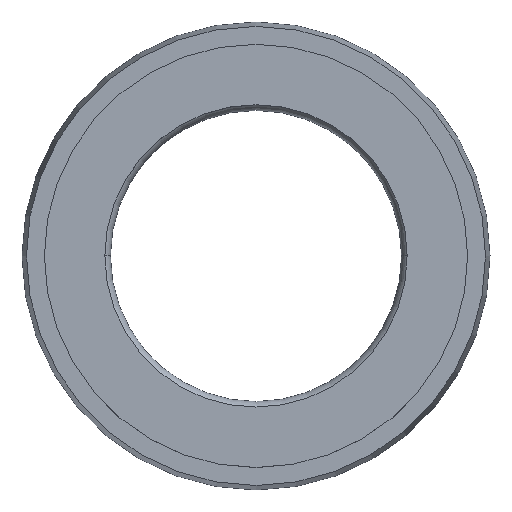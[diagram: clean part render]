
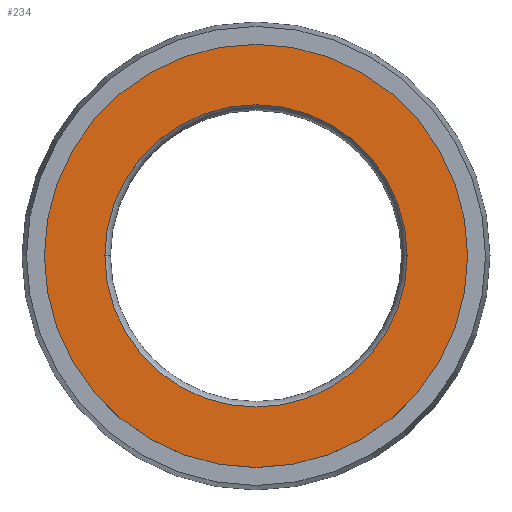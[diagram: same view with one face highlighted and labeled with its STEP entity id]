
A CAD part, top view. The second image highlights one B-rep face of the part: STEP entity #234.
In plain terms, the highlighted planar face has unit normal (0, 0, 1).
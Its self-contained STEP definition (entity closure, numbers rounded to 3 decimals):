
#14 = VERTEX_POINT ( 'NONE', #561 ) ;
#52 = DIRECTION ( 'NONE',  ( 1., 0., 0. ) ) ;
#54 = CIRCLE ( 'NONE', #413, 9.45 ) ;
#73 = CARTESIAN_POINT ( 'NONE',  ( 0., 0., 0. ) ) ;
#86 = DIRECTION ( 'NONE',  ( -1., 0., 0. ) ) ;
#149 = AXIS2_PLACEMENT_3D ( 'NONE', #73, #636, #191 ) ;
#166 = VERTEX_POINT ( 'NONE', #426 ) ;
#178 = CIRCLE ( 'NONE', #499, 9.45 ) ;
#181 = DIRECTION ( 'NONE',  ( 0., 0., 1. ) ) ;
#186 = EDGE_LOOP ( 'NONE', ( #368, #482 ) ) ;
#191 = DIRECTION ( 'NONE',  ( 1., 0., 0. ) ) ;
#214 = CARTESIAN_POINT ( 'NONE',  ( 0., 0., 0. ) ) ;
#231 = CARTESIAN_POINT ( 'NONE',  ( 0., 0., 0. ) ) ;
#234 = ADVANCED_FACE ( 'NONE', ( #590, #247 ), #536, .F. ) ;
#247 = FACE_OUTER_BOUND ( 'NONE', #186, .T. ) ;
#264 = DIRECTION ( 'NONE',  ( 0., 0., 1. ) ) ;
#280 = CARTESIAN_POINT ( 'NONE',  ( -6.75, 0., 0. ) ) ;
#283 = EDGE_LOOP ( 'NONE', ( #566, #470 ) ) ;
#294 = CARTESIAN_POINT ( 'NONE',  ( 0., 0., 0. ) ) ;
#323 = EDGE_CURVE ( 'NONE', #166, #14, #178, .T. ) ;
#368 = ORIENTED_EDGE ( 'NONE', *, *, #458, .T. ) ;
#384 = DIRECTION ( 'NONE',  ( 1., 0., 0. ) ) ;
#389 = DIRECTION ( 'NONE',  ( 1., 0., 0. ) ) ;
#398 = EDGE_CURVE ( 'NONE', #405, #531, #496, .T. ) ;
#405 = VERTEX_POINT ( 'NONE', #280 ) ;
#413 = AXIS2_PLACEMENT_3D ( 'NONE', #231, #580, #384 ) ;
#425 = EDGE_CURVE ( 'NONE', #531, #405, #434, .T. ) ;
#426 = CARTESIAN_POINT ( 'NONE',  ( -9.45, 0., 0. ) ) ;
#434 = CIRCLE ( 'NONE', #149, 6.75 ) ;
#439 = CARTESIAN_POINT ( 'NONE',  ( 0., 0., 0. ) ) ;
#442 = DIRECTION ( 'NONE',  ( 0., 0., -1. ) ) ;
#458 = EDGE_CURVE ( 'NONE', #14, #166, #54, .T. ) ;
#470 = ORIENTED_EDGE ( 'NONE', *, *, #398, .F. ) ;
#482 = ORIENTED_EDGE ( 'NONE', *, *, #323, .T. ) ;
#487 = CARTESIAN_POINT ( 'NONE',  ( 6.75, 0., 0. ) ) ;
#496 = CIRCLE ( 'NONE', #506, 6.75 ) ;
#499 = AXIS2_PLACEMENT_3D ( 'NONE', #214, #264, #52 ) ;
#506 = AXIS2_PLACEMENT_3D ( 'NONE', #294, #181, #389 ) ;
#531 = VERTEX_POINT ( 'NONE', #487 ) ;
#536 = PLANE ( 'NONE',  #581 ) ;
#561 = CARTESIAN_POINT ( 'NONE',  ( 9.45, 0., 0. ) ) ;
#566 = ORIENTED_EDGE ( 'NONE', *, *, #425, .F. ) ;
#580 = DIRECTION ( 'NONE',  ( 0., 0., 1. ) ) ;
#581 = AXIS2_PLACEMENT_3D ( 'NONE', #439, #442, #86 ) ;
#590 = FACE_BOUND ( 'NONE', #283, .T. ) ;
#636 = DIRECTION ( 'NONE',  ( 0., 0., 1. ) ) ;
